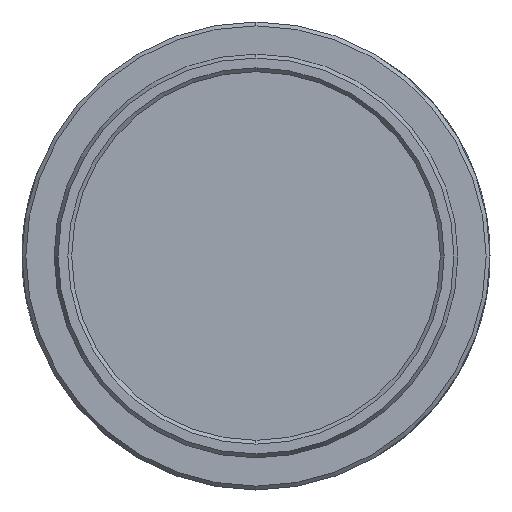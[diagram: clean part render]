
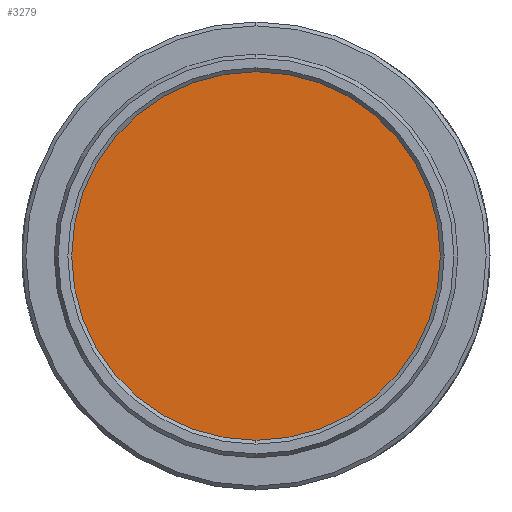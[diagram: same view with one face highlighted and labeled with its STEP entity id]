
A CAD part, left-side view. The second image highlights one B-rep face of the part: STEP entity #3279.
In plain terms, the highlighted planar face has unit normal (-1, 0, 0).
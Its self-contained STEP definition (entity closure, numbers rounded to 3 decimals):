
#896 = DIRECTION ( 'NONE',  ( 1., 0., 0. ) ) ;
#1755 = CIRCLE ( 'NONE', #7901, 12.559 ) ;
#1863 = VERTEX_POINT ( 'NONE', #11342 ) ;
#2124 = CIRCLE ( 'NONE', #14313, 12.559 ) ;
#2256 = CARTESIAN_POINT ( 'NONE',  ( -1.905, 0., 0. ) ) ;
#2345 = PLANE ( 'NONE',  #9693 ) ;
#2464 = EDGE_CURVE ( 'NONE', #3071, #1863, #1755, .T. ) ;
#3071 = VERTEX_POINT ( 'NONE', #4517 ) ;
#3279 = ADVANCED_FACE ( 'NONE', ( #4208 ), #2345, .F. ) ;
#3483 = DIRECTION ( 'NONE',  ( 0., 0.732, -0.681 ) ) ;
#4208 = FACE_OUTER_BOUND ( 'NONE', #14327, .T. ) ;
#4517 = CARTESIAN_POINT ( 'NONE',  ( -1.905, -9.195, 8.554 ) ) ;
#5897 = DIRECTION ( 'NONE',  ( 1., 0., 0. ) ) ;
#6685 = EDGE_CURVE ( 'NONE', #1863, #3071, #2124, .T. ) ;
#7662 = CARTESIAN_POINT ( 'NONE',  ( -1.905, 0., 0. ) ) ;
#7901 = AXIS2_PLACEMENT_3D ( 'NONE', #12662, #5897, #13792 ) ;
#8808 = DIRECTION ( 'NONE',  ( 0., 0.732, -0.681 ) ) ;
#9693 = AXIS2_PLACEMENT_3D ( 'NONE', #2256, #10249, #3483 ) ;
#10249 = DIRECTION ( 'NONE',  ( 1., 0., 0. ) ) ;
#10326 = ORIENTED_EDGE ( 'NONE', *, *, #6685, .F. ) ;
#10432 = ORIENTED_EDGE ( 'NONE', *, *, #2464, .F. ) ;
#11342 = CARTESIAN_POINT ( 'NONE',  ( -1.905, 9.195, -8.554 ) ) ;
#12662 = CARTESIAN_POINT ( 'NONE',  ( -1.905, 0., 0. ) ) ;
#13792 = DIRECTION ( 'NONE',  ( 0., 0.732, -0.681 ) ) ;
#14313 = AXIS2_PLACEMENT_3D ( 'NONE', #7662, #896, #8808 ) ;
#14327 = EDGE_LOOP ( 'NONE', ( #10326, #10432 ) ) ;
